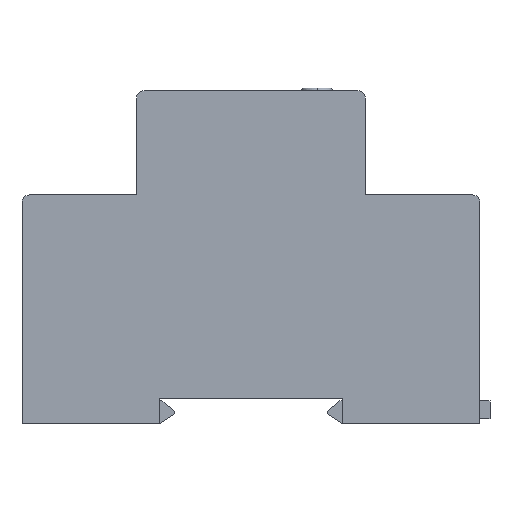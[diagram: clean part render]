
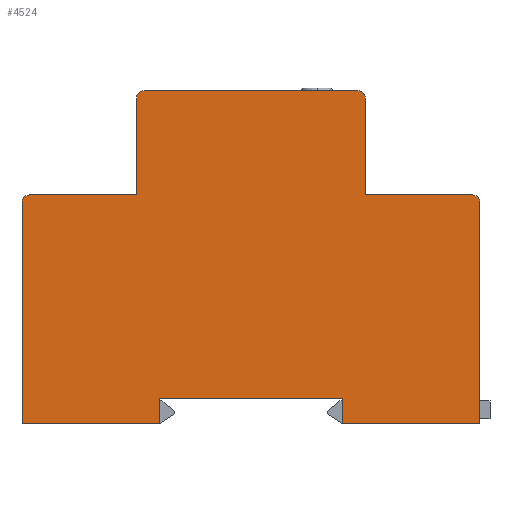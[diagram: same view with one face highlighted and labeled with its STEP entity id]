
A CAD part, left-side view. The second image highlights one B-rep face of the part: STEP entity #4524.
In plain terms, the highlighted planar face has unit normal (-1, 0, 0).
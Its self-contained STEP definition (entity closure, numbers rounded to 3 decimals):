
#168 = AXIS2_PLACEMENT_3D ( 'NONE', #7316, #238, #5898 ) ;
#174 = CARTESIAN_POINT ( 'NONE',  ( 0., 67.5, 64. ) ) ;
#180 = ORIENTED_EDGE ( 'NONE', *, *, #4769, .F. ) ;
#198 = EDGE_CURVE ( 'NONE', #1990, #3386, #1760, .T. ) ;
#206 = VERTEX_POINT ( 'NONE', #174 ) ;
#238 = DIRECTION ( 'NONE',  ( -1., 0., 0. ) ) ;
#349 = VECTOR ( 'NONE', #2945, 1000. ) ;
#558 = ORIENTED_EDGE ( 'NONE', *, *, #6271, .T. ) ;
#653 = LINE ( 'NONE', #5312, #937 ) ;
#798 = DIRECTION ( 'NONE',  ( 0., 0., 1. ) ) ;
#832 = CIRCLE ( 'NONE', #1807, 1.5 ) ;
#905 = CARTESIAN_POINT ( 'NONE',  ( 0., 63., 5. ) ) ;
#920 = VERTEX_POINT ( 'NONE', #6723 ) ;
#937 = VECTOR ( 'NONE', #4680, 1000. ) ;
#1139 = ORIENTED_EDGE ( 'NONE', *, *, #1416, .F. ) ;
#1196 = CARTESIAN_POINT ( 'NONE',  ( 0., 63., 0. ) ) ;
#1274 = EDGE_CURVE ( 'NONE', #4828, #7424, #2419, .T. ) ;
#1359 = VECTOR ( 'NONE', #7555, 1000. ) ;
#1416 = EDGE_CURVE ( 'NONE', #7085, #4090, #7986, .T. ) ;
#1453 = DIRECTION ( 'NONE',  ( 0., -1., 0. ) ) ;
#1473 = EDGE_CURVE ( 'NONE', #6884, #7424, #832, .T. ) ;
#1494 = EDGE_CURVE ( 'NONE', #4191, #3386, #2884, .T. ) ;
#1512 = VERTEX_POINT ( 'NONE', #6142 ) ;
#1703 = CARTESIAN_POINT ( 'NONE',  ( 0., 27., 5. ) ) ;
#1707 = CARTESIAN_POINT ( 'NONE',  ( 0., 22.5, 45. ) ) ;
#1732 = CARTESIAN_POINT ( 'NONE',  ( 0., 22.5, 45. ) ) ;
#1745 = LINE ( 'NONE', #6926, #7283 ) ;
#1760 = CIRCLE ( 'NONE', #8151, 1.5 ) ;
#1786 = DIRECTION ( 'NONE',  ( -1., 0., 0. ) ) ;
#1804 = CARTESIAN_POINT ( 'NONE',  ( 0., 24., 64. ) ) ;
#1807 = AXIS2_PLACEMENT_3D ( 'NONE', #1804, #1786, #8166 ) ;
#1873 = EDGE_CURVE ( 'NONE', #4828, #206, #3552, .T. ) ;
#1903 = EDGE_LOOP ( 'NONE', ( #180, #2992, #1139, #4073, #2290, #2724, #5172, #5760, #7157, #4250, #6063, #6076, #7536, #3075, #558, #6525 ) ) ;
#1915 = EDGE_CURVE ( 'NONE', #6884, #4191, #4425, .T. ) ;
#1978 = CARTESIAN_POINT ( 'NONE',  ( 0., 90., 0. ) ) ;
#1990 = VERTEX_POINT ( 'NONE', #6145 ) ;
#2001 = LINE ( 'NONE', #7337, #349 ) ;
#2269 = CARTESIAN_POINT ( 'NONE',  ( 0., 27., 0. ) ) ;
#2290 = ORIENTED_EDGE ( 'NONE', *, *, #6354, .F. ) ;
#2327 = CARTESIAN_POINT ( 'NONE',  ( 0., 0., 0. ) ) ;
#2412 = DIRECTION ( 'NONE',  ( 0., -1., 0. ) ) ;
#2419 = LINE ( 'NONE', #6631, #7666 ) ;
#2424 = DIRECTION ( 'NONE',  ( 0., -1., 0. ) ) ;
#2550 = CARTESIAN_POINT ( 'NONE',  ( 0., 27., 5. ) ) ;
#2626 = FACE_OUTER_BOUND ( 'NONE', #1903, .T. ) ;
#2629 = CARTESIAN_POINT ( 'NONE',  ( 0., 1.5, 43.5 ) ) ;
#2706 = VERTEX_POINT ( 'NONE', #4312 ) ;
#2717 = CARTESIAN_POINT ( 'NONE',  ( 0., 66., 65.5 ) ) ;
#2724 = ORIENTED_EDGE ( 'NONE', *, *, #5722, .F. ) ;
#2764 = EDGE_CURVE ( 'NONE', #4090, #2706, #3932, .T. ) ;
#2872 = CARTESIAN_POINT ( 'NONE',  ( 0., 22.5, 64. ) ) ;
#2884 = LINE ( 'NONE', #3743, #6054 ) ;
#2945 = DIRECTION ( 'NONE',  ( 0., 1., 0. ) ) ;
#2992 = ORIENTED_EDGE ( 'NONE', *, *, #2764, .F. ) ;
#2993 = VECTOR ( 'NONE', #2412, 1000. ) ;
#3075 = ORIENTED_EDGE ( 'NONE', *, *, #8137, .F. ) ;
#3264 = CARTESIAN_POINT ( 'NONE',  ( 0., 0., 0. ) ) ;
#3281 = LINE ( 'NONE', #3656, #2993 ) ;
#3386 = VERTEX_POINT ( 'NONE', #8051 ) ;
#3486 = CARTESIAN_POINT ( 'NONE',  ( 0., 24., 65.5 ) ) ;
#3552 = CIRCLE ( 'NONE', #5869, 1.5 ) ;
#3556 = DIRECTION ( 'NONE',  ( 0., 0., 1. ) ) ;
#3595 = CARTESIAN_POINT ( 'NONE',  ( 0., 88.5, 45. ) ) ;
#3653 = DIRECTION ( 'NONE',  ( 1., 0., 0. ) ) ;
#3656 = CARTESIAN_POINT ( 'NONE',  ( 0., 90., 45. ) ) ;
#3676 = PLANE ( 'NONE',  #5895 ) ;
#3718 = VECTOR ( 'NONE', #6407, 1000. ) ;
#3743 = CARTESIAN_POINT ( 'NONE',  ( 0., 0., 45. ) ) ;
#3884 = CIRCLE ( 'NONE', #168, 1.5 ) ;
#3911 = DIRECTION ( 'NONE',  ( 0., 0., -1. ) ) ;
#3932 = LINE ( 'NONE', #1196, #1359 ) ;
#4073 = ORIENTED_EDGE ( 'NONE', *, *, #4922, .F. ) ;
#4090 = VERTEX_POINT ( 'NONE', #905 ) ;
#4097 = VECTOR ( 'NONE', #8050, 1000. ) ;
#4191 = VERTEX_POINT ( 'NONE', #1732 ) ;
#4250 = ORIENTED_EDGE ( 'NONE', *, *, #1473, .T. ) ;
#4312 = CARTESIAN_POINT ( 'NONE',  ( 0., 63., 0. ) ) ;
#4425 = LINE ( 'NONE', #1707, #7817 ) ;
#4462 = VECTOR ( 'NONE', #6120, 1000. ) ;
#4524 = ADVANCED_FACE ( 'NONE', ( #2626 ), #3676, .F. ) ;
#4582 = VECTOR ( 'NONE', #3556, 1000. ) ;
#4648 = CARTESIAN_POINT ( 'NONE',  ( 0., 90., 43.5 ) ) ;
#4680 = DIRECTION ( 'NONE',  ( 0., 0., -1. ) ) ;
#4769 = EDGE_CURVE ( 'NONE', #2706, #6831, #5977, .T. ) ;
#4787 = VERTEX_POINT ( 'NONE', #3264 ) ;
#4828 = VERTEX_POINT ( 'NONE', #2717 ) ;
#4843 = DIRECTION ( 'NONE',  ( 0., 0., -1. ) ) ;
#4901 = LINE ( 'NONE', #2269, #4582 ) ;
#4922 = EDGE_CURVE ( 'NONE', #920, #7085, #4901, .T. ) ;
#5122 = EDGE_CURVE ( 'NONE', #6831, #7945, #1745, .T. ) ;
#5172 = ORIENTED_EDGE ( 'NONE', *, *, #198, .T. ) ;
#5276 = CARTESIAN_POINT ( 'NONE',  ( 0., 66., 64. ) ) ;
#5312 = CARTESIAN_POINT ( 'NONE',  ( 0., 0., 0. ) ) ;
#5326 = CARTESIAN_POINT ( 'NONE',  ( 0., 90., 0. ) ) ;
#5722 = EDGE_CURVE ( 'NONE', #1990, #4787, #653, .T. ) ;
#5760 = ORIENTED_EDGE ( 'NONE', *, *, #1494, .F. ) ;
#5762 = LINE ( 'NONE', #7996, #4097 ) ;
#5869 = AXIS2_PLACEMENT_3D ( 'NONE', #5276, #7273, #7216 ) ;
#5895 = AXIS2_PLACEMENT_3D ( 'NONE', #2327, #3653, #8113 ) ;
#5898 = DIRECTION ( 'NONE',  ( 0., 0., -1. ) ) ;
#5977 = LINE ( 'NONE', #1978, #3718 ) ;
#6054 = VECTOR ( 'NONE', #2424, 1000. ) ;
#6063 = ORIENTED_EDGE ( 'NONE', *, *, #1274, .F. ) ;
#6076 = ORIENTED_EDGE ( 'NONE', *, *, #1873, .T. ) ;
#6120 = DIRECTION ( 'NONE',  ( 0., 1., 0. ) ) ;
#6142 = CARTESIAN_POINT ( 'NONE',  ( 0., 67.5, 45. ) ) ;
#6145 = CARTESIAN_POINT ( 'NONE',  ( 0., 0., 43.5 ) ) ;
#6271 = EDGE_CURVE ( 'NONE', #8002, #7945, #3884, .T. ) ;
#6354 = EDGE_CURVE ( 'NONE', #4787, #920, #2001, .T. ) ;
#6407 = DIRECTION ( 'NONE',  ( 0., 1., 0. ) ) ;
#6525 = ORIENTED_EDGE ( 'NONE', *, *, #5122, .F. ) ;
#6631 = CARTESIAN_POINT ( 'NONE',  ( 0., 22.5, 65.5 ) ) ;
#6723 = CARTESIAN_POINT ( 'NONE',  ( 0., 27., 0. ) ) ;
#6831 = VERTEX_POINT ( 'NONE', #5326 ) ;
#6884 = VERTEX_POINT ( 'NONE', #2872 ) ;
#6926 = CARTESIAN_POINT ( 'NONE',  ( 0., 90., 0. ) ) ;
#7085 = VERTEX_POINT ( 'NONE', #2550 ) ;
#7157 = ORIENTED_EDGE ( 'NONE', *, *, #1915, .F. ) ;
#7216 = DIRECTION ( 'NONE',  ( 0., 0., -1. ) ) ;
#7273 = DIRECTION ( 'NONE',  ( -1., 0., 0. ) ) ;
#7283 = VECTOR ( 'NONE', #798, 1000. ) ;
#7316 = CARTESIAN_POINT ( 'NONE',  ( 0., 88.5, 43.5 ) ) ;
#7337 = CARTESIAN_POINT ( 'NONE',  ( 0., 0., 0. ) ) ;
#7424 = VERTEX_POINT ( 'NONE', #3486 ) ;
#7536 = ORIENTED_EDGE ( 'NONE', *, *, #8023, .F. ) ;
#7555 = DIRECTION ( 'NONE',  ( 0., 0., -1. ) ) ;
#7666 = VECTOR ( 'NONE', #1453, 1000. ) ;
#7716 = DIRECTION ( 'NONE',  ( -1., 0., 0. ) ) ;
#7817 = VECTOR ( 'NONE', #4843, 1000. ) ;
#7945 = VERTEX_POINT ( 'NONE', #4648 ) ;
#7986 = LINE ( 'NONE', #1703, #4462 ) ;
#7996 = CARTESIAN_POINT ( 'NONE',  ( 0., 67.5, 45. ) ) ;
#8002 = VERTEX_POINT ( 'NONE', #3595 ) ;
#8023 = EDGE_CURVE ( 'NONE', #1512, #206, #5762, .T. ) ;
#8050 = DIRECTION ( 'NONE',  ( 0., 0., 1. ) ) ;
#8051 = CARTESIAN_POINT ( 'NONE',  ( 0., 1.5, 45. ) ) ;
#8113 = DIRECTION ( 'NONE',  ( 0., 0., -1. ) ) ;
#8137 = EDGE_CURVE ( 'NONE', #8002, #1512, #3281, .T. ) ;
#8151 = AXIS2_PLACEMENT_3D ( 'NONE', #2629, #7716, #3911 ) ;
#8166 = DIRECTION ( 'NONE',  ( 0., 0., -1. ) ) ;
